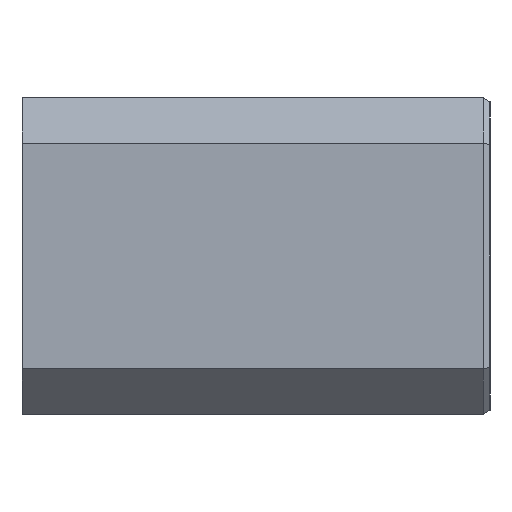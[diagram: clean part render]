
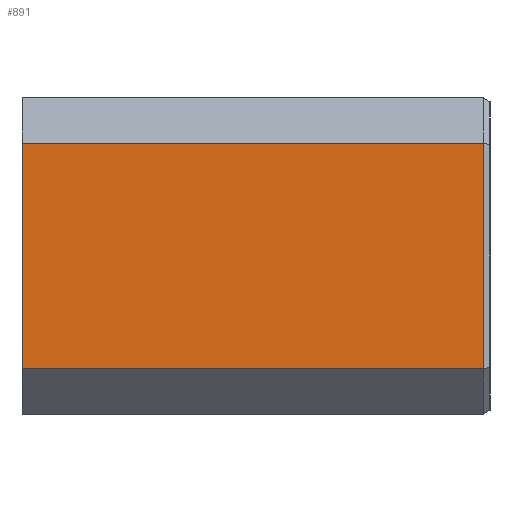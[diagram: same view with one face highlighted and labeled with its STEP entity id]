
A CAD part, left-side view. The second image highlights one B-rep face of the part: STEP entity #891.
In plain terms, the highlighted planar face has unit normal (-1, 0, 0).
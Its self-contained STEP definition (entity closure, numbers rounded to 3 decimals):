
#49 = VERTEX_POINT ( 'NONE', #1213 ) ;
#53 = DIRECTION ( 'NONE',  ( 0., 0., -1. ) ) ;
#62 = PLANE ( 'NONE',  #1159 ) ;
#169 = LINE ( 'NONE', #699, #1307 ) ;
#368 = CARTESIAN_POINT ( 'NONE',  ( 0., 29.075, 21. ) ) ;
#390 = DIRECTION ( 'NONE',  ( 1., 0., 0. ) ) ;
#415 = EDGE_CURVE ( 'NONE', #1175, #1236, #666, .T. ) ;
#442 = EDGE_CURVE ( 'NONE', #49, #1175, #1231, .T. ) ;
#493 = LINE ( 'NONE', #1148, #1041 ) ;
#529 = EDGE_CURVE ( 'NONE', #1236, #640, #493, .T. ) ;
#564 = ORIENTED_EDGE ( 'NONE', *, *, #529, .T. ) ;
#640 = VERTEX_POINT ( 'NONE', #1281 ) ;
#666 = LINE ( 'NONE', #1100, #1274 ) ;
#677 = EDGE_LOOP ( 'NONE', ( #1269, #564, #1085, #799 ) ) ;
#699 = CARTESIAN_POINT ( 'NONE',  ( 0., 0., 18. ) ) ;
#751 = CARTESIAN_POINT ( 'NONE',  ( 0., -1.567, 3. ) ) ;
#773 = CARTESIAN_POINT ( 'NONE',  ( 0., 29.075, 3. ) ) ;
#799 = ORIENTED_EDGE ( 'NONE', *, *, #442, .T. ) ;
#818 = DIRECTION ( 'NONE',  ( 0., 0., 1. ) ) ;
#826 = DIRECTION ( 'NONE',  ( 0., 0., -1. ) ) ;
#891 = ADVANCED_FACE ( 'NONE', ( #1139 ), #62, .F. ) ;
#1024 = DIRECTION ( 'NONE',  ( 0., 1., 0. ) ) ;
#1041 = VECTOR ( 'NONE', #818, 1000. ) ;
#1085 = ORIENTED_EDGE ( 'NONE', *, *, #1099, .T. ) ;
#1099 = EDGE_CURVE ( 'NONE', #640, #49, #169, .T. ) ;
#1100 = CARTESIAN_POINT ( 'NONE',  ( 0., 0., 3. ) ) ;
#1139 = FACE_OUTER_BOUND ( 'NONE', #677, .T. ) ;
#1148 = CARTESIAN_POINT ( 'NONE',  ( 0., -1.567, 18. ) ) ;
#1159 = AXIS2_PLACEMENT_3D ( 'NONE', #1356, #390, #826 ) ;
#1175 = VERTEX_POINT ( 'NONE', #773 ) ;
#1213 = CARTESIAN_POINT ( 'NONE',  ( 0., 29.075, 18. ) ) ;
#1231 = LINE ( 'NONE', #368, #1290 ) ;
#1236 = VERTEX_POINT ( 'NONE', #751 ) ;
#1269 = ORIENTED_EDGE ( 'NONE', *, *, #415, .T. ) ;
#1274 = VECTOR ( 'NONE', #1339, 1000. ) ;
#1281 = CARTESIAN_POINT ( 'NONE',  ( 0., -1.567, 18. ) ) ;
#1290 = VECTOR ( 'NONE', #53, 1000. ) ;
#1307 = VECTOR ( 'NONE', #1024, 1000. ) ;
#1339 = DIRECTION ( 'NONE',  ( 0., -1., 0. ) ) ;
#1356 = CARTESIAN_POINT ( 'NONE',  ( 0., 0., 21. ) ) ;
